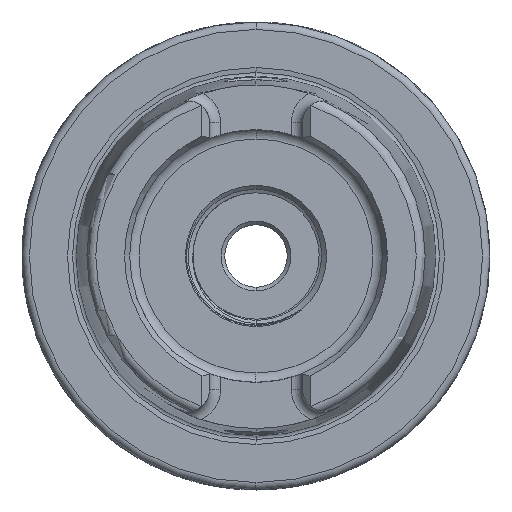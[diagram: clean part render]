
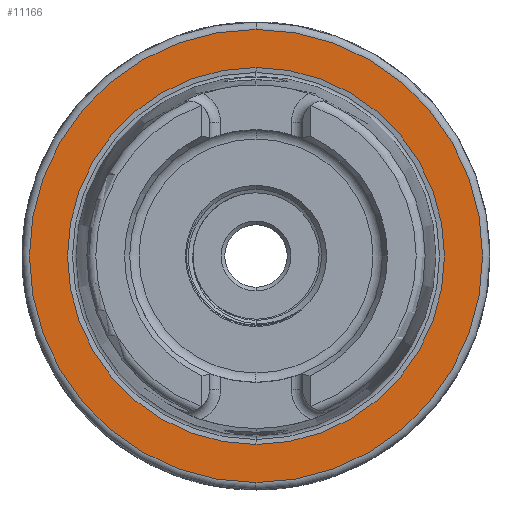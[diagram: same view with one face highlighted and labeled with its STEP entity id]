
A CAD part, left-side view. The second image highlights one B-rep face of the part: STEP entity #11166.
In plain terms, the highlighted planar face has unit normal (-1, 0, 0).
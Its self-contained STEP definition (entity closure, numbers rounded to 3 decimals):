
#405 = EDGE_CURVE ( 'NONE', #6862, #13332, #7808, .T. ) ;
#4178 = FACE_OUTER_BOUND ( 'NONE', #13779, .T. ) ;
#4179 = FACE_BOUND ( 'NONE', #13816, .T. ) ;
#4181 = AXIS2_PLACEMENT_3D ( 'NONE', #6238, #6239, #6240 ) ;
#4422 = CARTESIAN_POINT ( 'NONE',  ( 0., 0., 25.369 ) ) ;
#6094 = CARTESIAN_POINT ( 'NONE',  ( 0., 0., 0. ) ) ;
#6095 = DIRECTION ( 'NONE',  ( -1., 0., 0. ) ) ;
#6096 = DIRECTION ( 'NONE',  ( 0., 0., 1. ) ) ;
#6237 = PLANE ( 'NONE',  #4181 ) ;
#6238 = CARTESIAN_POINT ( 'NONE',  ( 0., 25.369, 0. ) ) ;
#6239 = DIRECTION ( 'NONE',  ( -1., 0., 0. ) ) ;
#6240 = DIRECTION ( 'NONE',  ( 0., 0., 1. ) ) ;
#6862 = VERTEX_POINT ( 'NONE', #4422 ) ;
#7622 = EDGE_CURVE ( 'NONE', #13332, #6862, #17194, .T. ) ;
#7623 = EDGE_CURVE ( 'NONE', #13502, #13620, #17195, .T. ) ;
#7808 = CIRCLE ( 'NONE', #29380, 25.369 ) ;
#10277 = CARTESIAN_POINT ( 'NONE',  ( 0., 0., 0. ) ) ;
#10278 = DIRECTION ( 'NONE',  ( 1., 0., 0. ) ) ;
#10279 = DIRECTION ( 'NONE',  ( 0., 0., -1. ) ) ;
#10280 = CARTESIAN_POINT ( 'NONE',  ( 0., 0., 0. ) ) ;
#10281 = DIRECTION ( 'NONE',  ( -1., 0., 0. ) ) ;
#10282 = DIRECTION ( 'NONE',  ( 0., 0., 1. ) ) ;
#11123 = EDGE_CURVE ( 'NONE', #13620, #13502, #17249, .T. ) ;
#11166 = ADVANCED_FACE ( 'NONE', ( #4178, #4179 ), #6237, .T. ) ;
#12169 = CARTESIAN_POINT ( 'NONE',  ( 0., 0., 0. ) ) ;
#12173 = DIRECTION ( 'NONE',  ( 1., 0., 0. ) ) ;
#12174 = DIRECTION ( 'NONE',  ( 0., 0., -1. ) ) ;
#13332 = VERTEX_POINT ( 'NONE', #28424 ) ;
#13502 = VERTEX_POINT ( 'NONE', #28443 ) ;
#13620 = VERTEX_POINT ( 'NONE', #28496 ) ;
#13779 = EDGE_LOOP ( 'NONE', ( #25071, #25072 ) ) ;
#13816 = EDGE_LOOP ( 'NONE', ( #25074, #25073 ) ) ;
#17194 = CIRCLE ( 'NONE', #22585, 25.369 ) ;
#17195 = CIRCLE ( 'NONE', #22582, 30.5 ) ;
#17249 = CIRCLE ( 'NONE', #25311, 30.5 ) ;
#22582 = AXIS2_PLACEMENT_3D ( 'NONE', #10280, #10281, #10282 ) ;
#22585 = AXIS2_PLACEMENT_3D ( 'NONE', #10277, #10278, #10279 ) ;
#25071 = ORIENTED_EDGE ( 'NONE', *, *, #11123, .T. ) ;
#25072 = ORIENTED_EDGE ( 'NONE', *, *, #7623, .T. ) ;
#25073 = ORIENTED_EDGE ( 'NONE', *, *, #7622, .T. ) ;
#25074 = ORIENTED_EDGE ( 'NONE', *, *, #405, .T. ) ;
#25311 = AXIS2_PLACEMENT_3D ( 'NONE', #6094, #6095, #6096 ) ;
#28424 = CARTESIAN_POINT ( 'NONE',  ( 0., 0., -25.369 ) ) ;
#28443 = CARTESIAN_POINT ( 'NONE',  ( 0., 0., -30.5 ) ) ;
#28496 = CARTESIAN_POINT ( 'NONE',  ( 0., 0., 30.5 ) ) ;
#29380 = AXIS2_PLACEMENT_3D ( 'NONE', #12169, #12173, #12174 ) ;
